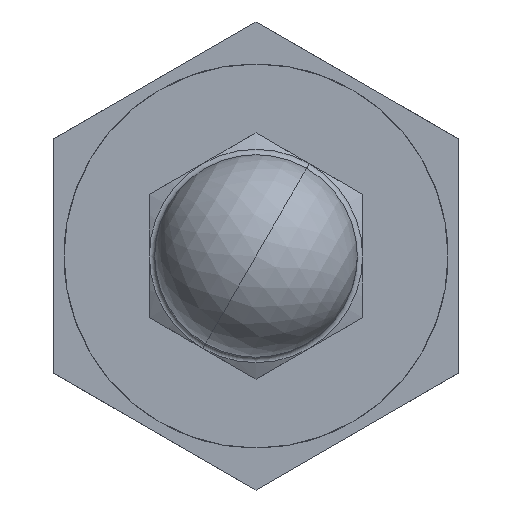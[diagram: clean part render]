
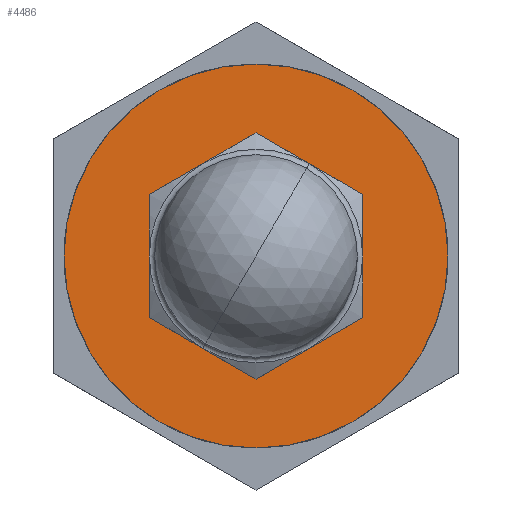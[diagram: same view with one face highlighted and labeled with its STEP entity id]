
A CAD part, left-side view. The second image highlights one B-rep face of the part: STEP entity #4486.
In plain terms, the highlighted face is planar.
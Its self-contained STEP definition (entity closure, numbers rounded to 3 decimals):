
#84 = CARTESIAN_POINT ( 'NONE',  ( 0., 0., -3.25 ) ) ;
#247 = DIRECTION ( 'NONE',  ( 0., 0., 1. ) ) ;
#268 = AXIS2_PLACEMENT_3D ( 'NONE', #7120, #2023, #6481 ) ;
#359 = CARTESIAN_POINT ( 'NONE',  ( 0., 0., 0. ) ) ;
#450 = CIRCLE ( 'NONE', #4344, 9. ) ;
#471 = VERTEX_POINT ( 'NONE', #3278 ) ;
#514 = DIRECTION ( 'NONE',  ( 0., 0., 1. ) ) ;
#1053 = CARTESIAN_POINT ( 'NONE',  ( 0., 3.25, 0. ) ) ;
#1088 = AXIS2_PLACEMENT_3D ( 'NONE', #4239, #3873, #514 ) ;
#1151 = EDGE_LOOP ( 'NONE', ( #3739, #5884 ) ) ;
#1218 = VERTEX_POINT ( 'NONE', #84 ) ;
#1425 = DIRECTION ( 'NONE',  ( -1., 0., 0. ) ) ;
#1724 = PLANE ( 'NONE',  #3322 ) ;
#1779 = VERTEX_POINT ( 'NONE', #6231 ) ;
#2023 = DIRECTION ( 'NONE',  ( -1., 0., 0. ) ) ;
#2025 = CIRCLE ( 'NONE', #1088, 3.25 ) ;
#2444 = VERTEX_POINT ( 'NONE', #5913 ) ;
#2980 = CIRCLE ( 'NONE', #3452, 3.25 ) ;
#3127 = EDGE_CURVE ( 'NONE', #471, #1779, #450, .T. ) ;
#3278 = CARTESIAN_POINT ( 'NONE',  ( 0., 0., -9. ) ) ;
#3322 = AXIS2_PLACEMENT_3D ( 'NONE', #1053, #3375, #5635 ) ;
#3375 = DIRECTION ( 'NONE',  ( -1., 0., 0. ) ) ;
#3452 = AXIS2_PLACEMENT_3D ( 'NONE', #359, #1425, #247 ) ;
#3683 = CIRCLE ( 'NONE', #268, 9. ) ;
#3739 = ORIENTED_EDGE ( 'NONE', *, *, #6676, .F. ) ;
#3774 = DIRECTION ( 'NONE',  ( 0., 0., 1. ) ) ;
#3873 = DIRECTION ( 'NONE',  ( -1., 0., 0. ) ) ;
#3918 = EDGE_LOOP ( 'NONE', ( #4389, #6641 ) ) ;
#4239 = CARTESIAN_POINT ( 'NONE',  ( 0., 0., 0. ) ) ;
#4338 = CARTESIAN_POINT ( 'NONE',  ( 0., 0., 0. ) ) ;
#4344 = AXIS2_PLACEMENT_3D ( 'NONE', #4338, #6604, #3774 ) ;
#4389 = ORIENTED_EDGE ( 'NONE', *, *, #6908, .T. ) ;
#4440 = FACE_BOUND ( 'NONE', #3918, .T. ) ;
#4482 = EDGE_CURVE ( 'NONE', #1218, #2444, #2025, .T. ) ;
#4486 = ADVANCED_FACE ( 'NONE', ( #5596, #4440 ), #1724, .F. ) ;
#5596 = FACE_OUTER_BOUND ( 'NONE', #1151, .T. ) ;
#5635 = DIRECTION ( 'NONE',  ( 0., 0., 1. ) ) ;
#5884 = ORIENTED_EDGE ( 'NONE', *, *, #3127, .F. ) ;
#5913 = CARTESIAN_POINT ( 'NONE',  ( 0., 0., 3.25 ) ) ;
#6231 = CARTESIAN_POINT ( 'NONE',  ( 0., 0., 9. ) ) ;
#6481 = DIRECTION ( 'NONE',  ( 0., 0., 1. ) ) ;
#6604 = DIRECTION ( 'NONE',  ( -1., 0., 0. ) ) ;
#6641 = ORIENTED_EDGE ( 'NONE', *, *, #4482, .T. ) ;
#6676 = EDGE_CURVE ( 'NONE', #1779, #471, #3683, .T. ) ;
#6908 = EDGE_CURVE ( 'NONE', #2444, #1218, #2980, .T. ) ;
#7120 = CARTESIAN_POINT ( 'NONE',  ( 0., 0., 0. ) ) ;
